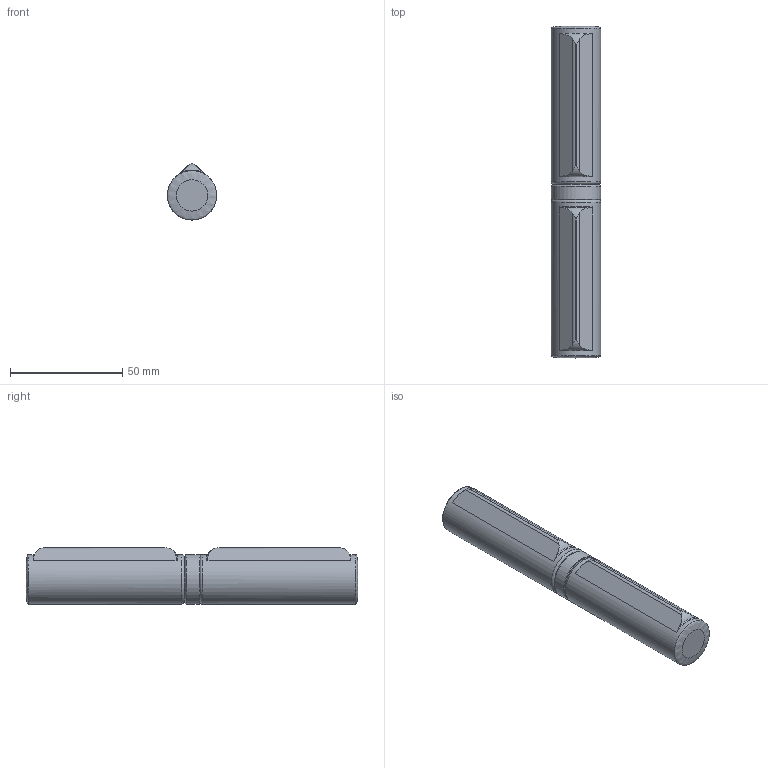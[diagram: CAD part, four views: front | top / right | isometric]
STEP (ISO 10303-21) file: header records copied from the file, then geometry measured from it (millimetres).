
FILE_DESCRIPTION (( 'STEP AP203' ), '1' );
FILE_NAME ('415-A.STEP', '2024-03-25T08:57:36', ( '' ), ( '' ), 'SwSTEP 2.0', 'SolidWorks 2018', '' );
FILE_SCHEMA (( 'CONFIG_CONTROL_DESIGN' ));
Length unit declared in the file: millimetre
Products named in the file (4): 415-A Teil3_415-A Teil3; 415-A; 415-A Teil2_415-A Teil2; 415-A Teil1_415-A Teil1
Assembly tree (3 placements, depth 2):
  415-A
    415-A Teil2_415-A Teil2
    415-A Teil1_415-A Teil1
    415-A Teil3_415-A Teil3
Bounding box: 22 x 148 x 25 mm (x, y, z)
Volume: 52534.2 mm3; surface area: 20122 mm2
Topology: 23 solids, 23 shells, 258 faces, 664 edges, 438 vertices
Faces by surface type: plane 140, bspline 58, sphere 20, cylinder 19, torus 19, cone 2
Full cylindrical faces by diameter (mm): 14 x1, 14.1 x1, 14.2 x3, 15.2 x2, 20 x1, 22 x3
Entity records: 10948 total; most frequent: CARTESIAN_POINT 5202, ORIENTED_EDGE 1136, DIRECTION 902, EDGE_CURVE 568, VERTEX_POINT 390, LINE 366, VECTOR 366, EDGE_LOOP 294
